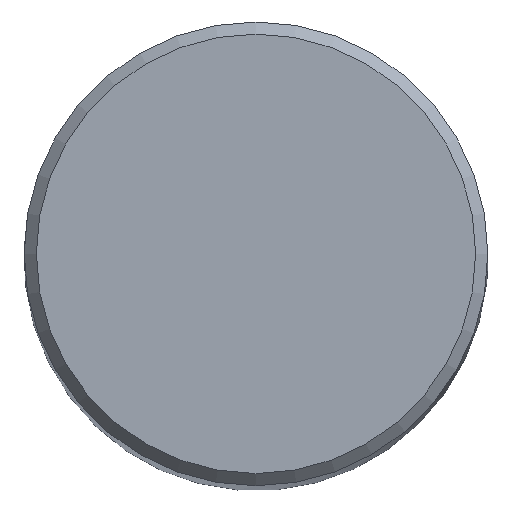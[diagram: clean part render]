
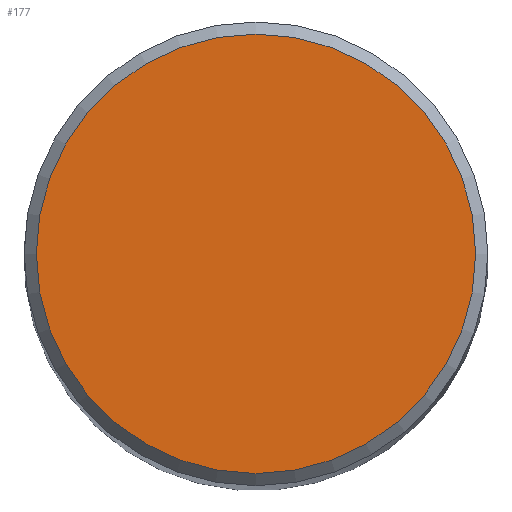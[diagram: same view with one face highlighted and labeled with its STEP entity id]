
A CAD part, top view. The second image highlights one B-rep face of the part: STEP entity #177.
In plain terms, the highlighted planar face has unit normal (0, 0, 1).
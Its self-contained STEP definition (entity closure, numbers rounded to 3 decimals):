
#177=ADVANCED_FACE('',(#239),#214,.T.);
#214=PLANE('',#777);
#239=FACE_OUTER_BOUND('',#267,.T.);
#267=EDGE_LOOP('',(#368));
#319=CIRCLE('',#776,9.025);
#368=ORIENTED_EDGE('',*,*,#592,.F.);
#528=VERTEX_POINT('',#1159);
#592=EDGE_CURVE('',#528,#528,#319,.T.);
#776=AXIS2_PLACEMENT_3D('',#1158,#890,#891);
#777=AXIS2_PLACEMENT_3D('',#1160,#892,#893);
#890=DIRECTION('',(0.,0.,-1.));
#891=DIRECTION('',(-1.,0.,0.));
#892=DIRECTION('',(0.,0.,1.));
#893=DIRECTION('',(-1.,0.,0.));
#1158=CARTESIAN_POINT('',(0.,0.,0.));
#1159=CARTESIAN_POINT('',(-9.025,0.,0.));
#1160=CARTESIAN_POINT('',(0.,0.,0.));
